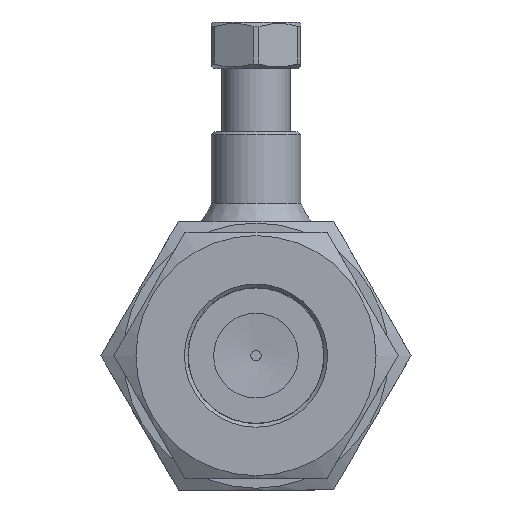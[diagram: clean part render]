
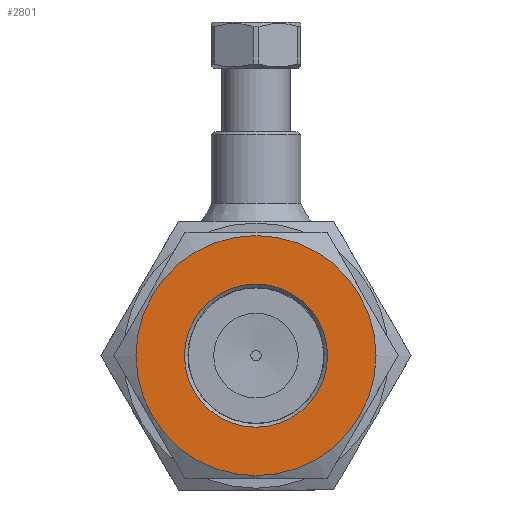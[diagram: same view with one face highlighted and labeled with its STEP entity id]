
A CAD part, left-side view. The second image highlights one B-rep face of the part: STEP entity #2801.
In plain terms, the highlighted planar face has unit normal (-1, 0, 0).
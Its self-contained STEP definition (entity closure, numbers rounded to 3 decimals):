
#2539=CARTESIAN_POINT('',(-11.996,2.537,-4.395));
#2540=VERTEX_POINT('',#2539);
#2541=CARTESIAN_POINT('',(-11.996,0.,0.));
#2542=DIRECTION('',(-1.0,0.,0.));
#2543=DIRECTION('',(0.,-0.5,0.866));
#2544=AXIS2_PLACEMENT_3D('',#2541,#2542,#2543);
#2545=CIRCLE('',#2544,5.075);
#2546=EDGE_CURVE('',#2540,#2540,#2545,.T.);
#2782=CARTESIAN_POINT('',(-11.996,-2.127,3.685));
#2783=DIRECTION('',(-1.0,0.0,0.0));
#2784=DIRECTION('',(0.0,-0.866,-0.5));
#2785=AXIS2_PLACEMENT_3D('',#2782,#2783,#2784);
#2786=PLANE('',#2785);
#2787=CARTESIAN_POINT('',(-11.996,-4.255,7.37));
#2788=VERTEX_POINT('',#2787);
#2789=CARTESIAN_POINT('',(-11.996,0.,0.));
#2790=DIRECTION('',(1.0,0.,0.));
#2791=DIRECTION('',(0.,-0.5,0.866));
#2792=AXIS2_PLACEMENT_3D('',#2789,#2790,#2791);
#2793=CIRCLE('',#2792,8.51);
#2794=EDGE_CURVE('',#2788,#2788,#2793,.T.);
#2795=ORIENTED_EDGE('',*,*,#2794,.F.);
#2796=EDGE_LOOP('',(#2795));
#2797=FACE_OUTER_BOUND('',#2796,.T.);
#2798=ORIENTED_EDGE('',*,*,#2546,.F.);
#2799=EDGE_LOOP('',(#2798));
#2800=FACE_BOUND('',#2799,.T.);
#2801=ADVANCED_FACE('',(#2797,#2800),#2786,.T.);
